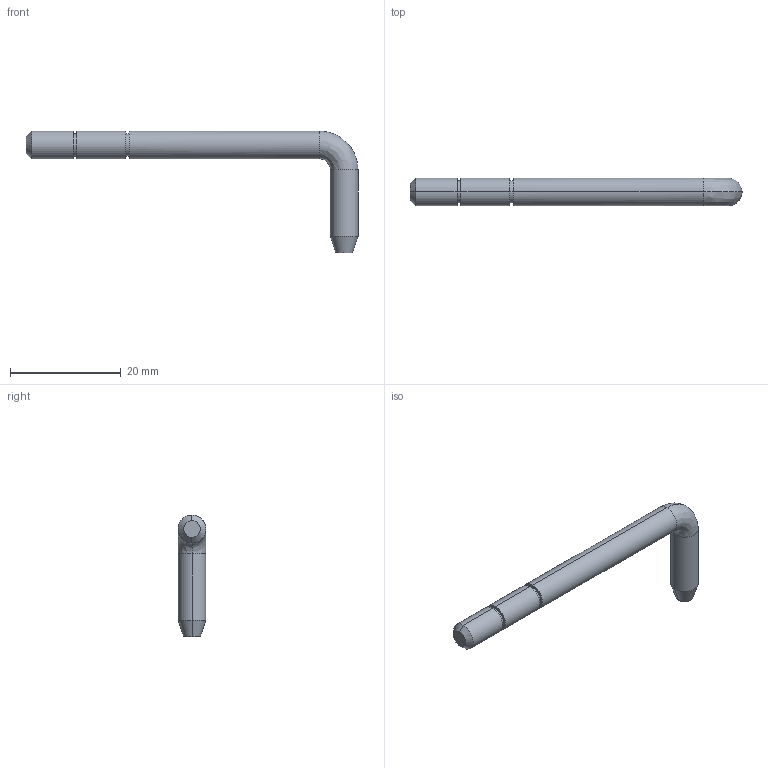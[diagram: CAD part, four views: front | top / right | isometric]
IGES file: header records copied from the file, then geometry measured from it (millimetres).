
Start section: ------------------------------------------------------------------------
Global section: file name: PC002.10632.TH_183_1_1413.igs; native system: spGate; preprocessor: ver19.8.4 (****-****-****-****); author: Unknown; organization: Unknown; date: 250818.191038; units: millimetre
Bounding box: 60 x 5 x 22 mm (x, y, z)
Volume: 1439.9 mm3; surface area: 1213.5 mm2
Topology: 1 solids, 1 shells, 24 faces, 46 edges, 28 vertices
Faces by surface type: bspline 24
